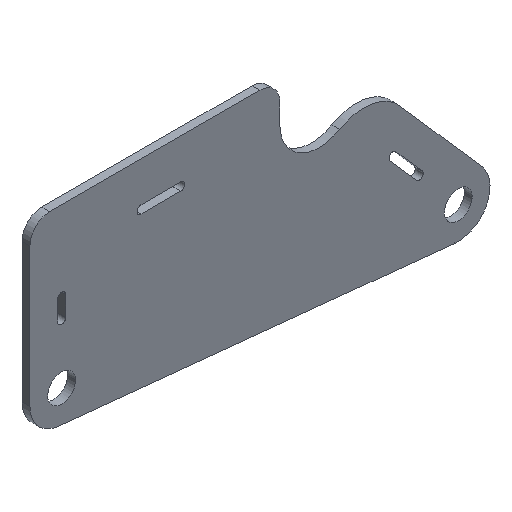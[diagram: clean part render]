
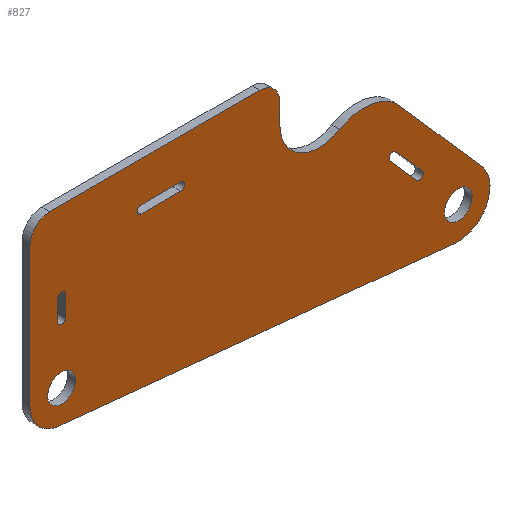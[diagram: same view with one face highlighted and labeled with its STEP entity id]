
A CAD part, isometric view. The second image highlights one B-rep face of the part: STEP entity #827.
In plain terms, the highlighted planar face has unit normal (0, -1, 0).
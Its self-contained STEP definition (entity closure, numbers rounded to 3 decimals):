
#61=CARTESIAN_POINT('Vertex',(-13.,0.,55.)) ;
#66=CARTESIAN_POINT('Axis2P3D Location',(-8.,0.,55.)) ;
#70=CARTESIAN_POINT('Vertex',(-8.,0.,60.)) ;
#97=CARTESIAN_POINT('Line Origine',(18.5,0.,60.)) ;
#101=CARTESIAN_POINT('Vertex',(45.,0.,60.)) ;
#128=CARTESIAN_POINT('Axis2P3D Location',(45.,0.,55.)) ;
#132=CARTESIAN_POINT('Vertex',(50.,0.,55.)) ;
#159=CARTESIAN_POINT('Line Origine',(50.,0.,52.5)) ;
#163=CARTESIAN_POINT('Vertex',(50.,0.,50.)) ;
#190=CARTESIAN_POINT('Axis2P3D Location',(60.,0.,50.)) ;
#194=CARTESIAN_POINT('Vertex',(65.107,0.,41.402)) ;
#221=CARTESIAN_POINT('Axis2P3D Location',(71.235,0.,31.085)) ;
#225=CARTESIAN_POINT('Vertex',(80.266,0.,38.987)) ;
#252=CARTESIAN_POINT('Line Origine',(90.643,0.,27.128)) ;
#256=CARTESIAN_POINT('Vertex',(101.021,0.,15.268)) ;
#283=CARTESIAN_POINT('Axis2P3D Location',(95.,0.,10.)) ;
#287=CARTESIAN_POINT('Vertex',(94.204,0.,2.04)) ;
#314=CARTESIAN_POINT('Line Origine',(44.204,0.,7.04)) ;
#318=CARTESIAN_POINT('Vertex',(-5.796,0.,12.04)) ;
#345=CARTESIAN_POINT('Axis2P3D Location',(-5.,0.,20.)) ;
#349=CARTESIAN_POINT('Vertex',(-13.,0.,20.)) ;
#376=CARTESIAN_POINT('Line Origine',(-13.,0.,37.5)) ;
#411=CARTESIAN_POINT('Vertex',(-1.5,0.,20.)) ;
#414=CARTESIAN_POINT('Axis2P3D Location',(-5.,0.,20.)) ;
#418=CARTESIAN_POINT('Vertex',(-8.5,0.,20.)) ;
#438=CARTESIAN_POINT('Axis2P3D Location',(-5.,0.,20.)) ;
#468=CARTESIAN_POINT('Vertex',(91.5,0.,10.)) ;
#471=CARTESIAN_POINT('Axis2P3D Location',(95.,0.,10.)) ;
#475=CARTESIAN_POINT('Vertex',(98.5,0.,10.)) ;
#495=CARTESIAN_POINT('Axis2P3D Location',(95.,0.,10.)) ;
#518=CARTESIAN_POINT('Vertex',(-6.,0.,39.899)) ;
#532=CARTESIAN_POINT('Vertex',(-4.,0.,39.899)) ;
#535=CARTESIAN_POINT('Axis2P3D Location',(-5.,0.,39.899)) ;
#558=CARTESIAN_POINT('Vertex',(-6.,0.,34.899)) ;
#566=CARTESIAN_POINT('Line Origine',(-6.,0.,37.399)) ;
#594=CARTESIAN_POINT('Vertex',(-4.,0.,34.899)) ;
#597=CARTESIAN_POINT('Line Origine',(-4.,0.,37.399)) ;
#619=CARTESIAN_POINT('Axis2P3D Location',(-5.,0.,34.899)) ;
#642=CARTESIAN_POINT('Vertex',(25.,0.,50.)) ;
#656=CARTESIAN_POINT('Vertex',(25.,0.,48.)) ;
#659=CARTESIAN_POINT('Axis2P3D Location',(25.,0.,49.)) ;
#682=CARTESIAN_POINT('Vertex',(15.,0.,50.)) ;
#690=CARTESIAN_POINT('Line Origine',(20.,0.,50.)) ;
#718=CARTESIAN_POINT('Vertex',(15.,0.,48.)) ;
#721=CARTESIAN_POINT('Line Origine',(20.,0.,48.)) ;
#743=CARTESIAN_POINT('Axis2P3D Location',(15.,0.,49.)) ;
#755=CARTESIAN_POINT('Axis2P3D Location',(0.,0.,0.)) ;
#773=CARTESIAN_POINT('Line Origine',(82.582,0.,25.71)) ;
#777=CARTESIAN_POINT('Vertex',(79.29,0.,29.473)) ;
#779=CARTESIAN_POINT('Vertex',(85.875,0.,21.947)) ;
#782=CARTESIAN_POINT('Axis2P3D Location',(85.122,0.,21.289)) ;
#786=CARTESIAN_POINT('Vertex',(84.37,0.,20.63)) ;
#789=CARTESIAN_POINT('Line Origine',(81.077,0.,24.393)) ;
#793=CARTESIAN_POINT('Vertex',(77.785,0.,28.156)) ;
#796=CARTESIAN_POINT('Axis2P3D Location',(78.537,0.,28.814)) ;
#67=DIRECTION('Axis2P3D Direction',(0.,1.,0.)) ;
#98=DIRECTION('Vector Direction',(-1.,0.,0.)) ;
#129=DIRECTION('Axis2P3D Direction',(0.,1.,0.)) ;
#160=DIRECTION('Vector Direction',(0.,0.,1.)) ;
#191=DIRECTION('Axis2P3D Direction',(0.,1.,0.)) ;
#222=DIRECTION('Axis2P3D Direction',(0.,1.,0.)) ;
#253=DIRECTION('Vector Direction',(-0.659,0.,0.753)) ;
#284=DIRECTION('Axis2P3D Direction',(0.,1.,0.)) ;
#315=DIRECTION('Vector Direction',(0.995,0.,-0.1)) ;
#346=DIRECTION('Axis2P3D Direction',(0.,1.,0.)) ;
#377=DIRECTION('Vector Direction',(0.,0.,-1.)) ;
#415=DIRECTION('Axis2P3D Direction',(0.,1.,0.)) ;
#439=DIRECTION('Axis2P3D Direction',(0.,1.,0.)) ;
#472=DIRECTION('Axis2P3D Direction',(0.,1.,0.)) ;
#496=DIRECTION('Axis2P3D Direction',(0.,1.,0.)) ;
#536=DIRECTION('Axis2P3D Direction',(0.,1.,-0.)) ;
#567=DIRECTION('Vector Direction',(0.,0.,-1.)) ;
#598=DIRECTION('Vector Direction',(0.,0.,1.)) ;
#620=DIRECTION('Axis2P3D Direction',(0.,1.,-0.)) ;
#660=DIRECTION('Axis2P3D Direction',(0.,1.,-0.)) ;
#691=DIRECTION('Vector Direction',(-1.,0.,0.)) ;
#722=DIRECTION('Vector Direction',(1.,0.,0.)) ;
#744=DIRECTION('Axis2P3D Direction',(0.,1.,-0.)) ;
#756=DIRECTION('Axis2P3D Direction',(0.,1.,-0.)) ;
#757=DIRECTION('Axis2P3D XDirection',(-1.,0.,0.)) ;
#774=DIRECTION('Vector Direction',(-0.659,0.,0.753)) ;
#783=DIRECTION('Axis2P3D Direction',(0.,1.,-0.)) ;
#790=DIRECTION('Vector Direction',(0.659,0.,-0.753)) ;
#797=DIRECTION('Axis2P3D Direction',(0.,1.,-0.)) ;
#68=AXIS2_PLACEMENT_3D('Circle Axis2P3D',#66,#67,$) ;
#130=AXIS2_PLACEMENT_3D('Circle Axis2P3D',#128,#129,$) ;
#192=AXIS2_PLACEMENT_3D('Circle Axis2P3D',#190,#191,$) ;
#223=AXIS2_PLACEMENT_3D('Circle Axis2P3D',#221,#222,$) ;
#285=AXIS2_PLACEMENT_3D('Circle Axis2P3D',#283,#284,$) ;
#347=AXIS2_PLACEMENT_3D('Circle Axis2P3D',#345,#346,$) ;
#416=AXIS2_PLACEMENT_3D('Circle Axis2P3D',#414,#415,$) ;
#440=AXIS2_PLACEMENT_3D('Circle Axis2P3D',#438,#439,$) ;
#473=AXIS2_PLACEMENT_3D('Circle Axis2P3D',#471,#472,$) ;
#497=AXIS2_PLACEMENT_3D('Circle Axis2P3D',#495,#496,$) ;
#537=AXIS2_PLACEMENT_3D('Circle Axis2P3D',#535,#536,$) ;
#621=AXIS2_PLACEMENT_3D('Circle Axis2P3D',#619,#620,$) ;
#661=AXIS2_PLACEMENT_3D('Circle Axis2P3D',#659,#660,$) ;
#745=AXIS2_PLACEMENT_3D('Circle Axis2P3D',#743,#744,$) ;
#758=AXIS2_PLACEMENT_3D('Plane Axis2P3D',#755,#756,#757) ;
#784=AXIS2_PLACEMENT_3D('Circle Axis2P3D',#782,#783,$) ;
#798=AXIS2_PLACEMENT_3D('Circle Axis2P3D',#796,#797,$) ;
#761=ORIENTED_EDGE('',*,*,#380,.F.) ;
#762=ORIENTED_EDGE('',*,*,#351,.F.) ;
#763=ORIENTED_EDGE('',*,*,#320,.F.) ;
#764=ORIENTED_EDGE('',*,*,#289,.F.) ;
#765=ORIENTED_EDGE('',*,*,#258,.F.) ;
#766=ORIENTED_EDGE('',*,*,#227,.F.) ;
#767=ORIENTED_EDGE('',*,*,#196,.F.) ;
#768=ORIENTED_EDGE('',*,*,#165,.F.) ;
#769=ORIENTED_EDGE('',*,*,#134,.F.) ;
#770=ORIENTED_EDGE('',*,*,#103,.F.) ;
#771=ORIENTED_EDGE('',*,*,#72,.F.) ;
#802=ORIENTED_EDGE('',*,*,#781,.T.) ;
#803=ORIENTED_EDGE('',*,*,#788,.T.) ;
#804=ORIENTED_EDGE('',*,*,#795,.T.) ;
#805=ORIENTED_EDGE('',*,*,#800,.T.) ;
#808=ORIENTED_EDGE('',*,*,#442,.T.) ;
#809=ORIENTED_EDGE('',*,*,#420,.T.) ;
#812=ORIENTED_EDGE('',*,*,#499,.T.) ;
#813=ORIENTED_EDGE('',*,*,#477,.T.) ;
#816=ORIENTED_EDGE('',*,*,#694,.T.) ;
#817=ORIENTED_EDGE('',*,*,#663,.T.) ;
#818=ORIENTED_EDGE('',*,*,#725,.T.) ;
#819=ORIENTED_EDGE('',*,*,#747,.T.) ;
#822=ORIENTED_EDGE('',*,*,#570,.T.) ;
#823=ORIENTED_EDGE('',*,*,#539,.T.) ;
#824=ORIENTED_EDGE('',*,*,#601,.T.) ;
#825=ORIENTED_EDGE('',*,*,#623,.T.) ;
#806=FACE_BOUND('',#801,.T.) ;
#810=FACE_BOUND('',#807,.T.) ;
#814=FACE_BOUND('',#811,.T.) ;
#820=FACE_BOUND('',#815,.T.) ;
#826=FACE_BOUND('',#821,.T.) ;
#99=VECTOR('Line Direction',#98,1.) ;
#161=VECTOR('Line Direction',#160,1.) ;
#254=VECTOR('Line Direction',#253,1.) ;
#316=VECTOR('Line Direction',#315,1.) ;
#378=VECTOR('Line Direction',#377,1.) ;
#568=VECTOR('Line Direction',#567,1.) ;
#599=VECTOR('Line Direction',#598,1.) ;
#692=VECTOR('Line Direction',#691,1.) ;
#723=VECTOR('Line Direction',#722,1.) ;
#775=VECTOR('Line Direction',#774,1.) ;
#791=VECTOR('Line Direction',#790,1.) ;
#827=ADVANCED_FACE('Corps principal',(#772,#806,#810,#814,#820,#826),#759,.F.) ;
#69=CIRCLE('generated circle',#68,5.) ;
#131=CIRCLE('generated circle',#130,5.) ;
#193=CIRCLE('generated circle',#192,10.) ;
#224=CIRCLE('generated circle',#223,12.) ;
#286=CIRCLE('generated circle',#285,8.) ;
#348=CIRCLE('generated circle',#347,8.) ;
#417=CIRCLE('generated circle',#416,3.5) ;
#441=CIRCLE('generated circle',#440,3.5) ;
#474=CIRCLE('generated circle',#473,3.5) ;
#498=CIRCLE('generated circle',#497,3.5) ;
#538=CIRCLE('generated circle',#537,1.) ;
#622=CIRCLE('generated circle',#621,1.) ;
#662=CIRCLE('generated circle',#661,1.) ;
#746=CIRCLE('generated circle',#745,1.) ;
#785=CIRCLE('generated circle',#784,1.) ;
#799=CIRCLE('generated circle',#798,1.) ;
#72=EDGE_CURVE('',#62,#71,#69,.T.) ;
#103=EDGE_CURVE('',#71,#102,#100,.F.) ;
#134=EDGE_CURVE('',#102,#133,#131,.T.) ;
#165=EDGE_CURVE('',#133,#164,#162,.F.) ;
#196=EDGE_CURVE('',#164,#195,#193,.F.) ;
#227=EDGE_CURVE('',#195,#226,#224,.T.) ;
#258=EDGE_CURVE('',#226,#257,#255,.F.) ;
#289=EDGE_CURVE('',#257,#288,#286,.T.) ;
#320=EDGE_CURVE('',#288,#319,#317,.F.) ;
#351=EDGE_CURVE('',#319,#350,#348,.T.) ;
#380=EDGE_CURVE('',#350,#62,#379,.F.) ;
#420=EDGE_CURVE('',#419,#412,#417,.T.) ;
#442=EDGE_CURVE('',#412,#419,#441,.T.) ;
#477=EDGE_CURVE('',#476,#469,#474,.T.) ;
#499=EDGE_CURVE('',#469,#476,#498,.T.) ;
#539=EDGE_CURVE('',#519,#533,#538,.T.) ;
#570=EDGE_CURVE('',#559,#519,#569,.F.) ;
#601=EDGE_CURVE('',#533,#595,#600,.F.) ;
#623=EDGE_CURVE('',#595,#559,#622,.T.) ;
#663=EDGE_CURVE('',#643,#657,#662,.T.) ;
#694=EDGE_CURVE('',#683,#643,#693,.F.) ;
#725=EDGE_CURVE('',#657,#719,#724,.F.) ;
#747=EDGE_CURVE('',#719,#683,#746,.T.) ;
#781=EDGE_CURVE('',#778,#780,#776,.F.) ;
#788=EDGE_CURVE('',#780,#787,#785,.T.) ;
#795=EDGE_CURVE('',#787,#794,#792,.F.) ;
#800=EDGE_CURVE('',#794,#778,#799,.T.) ;
#760=EDGE_LOOP('',(#761,#762,#763,#764,#765,#766,#767,#768,#769,#770,#771)) ;
#801=EDGE_LOOP('',(#802,#803,#804,#805)) ;
#807=EDGE_LOOP('',(#808,#809)) ;
#811=EDGE_LOOP('',(#812,#813)) ;
#815=EDGE_LOOP('',(#816,#817,#818,#819)) ;
#821=EDGE_LOOP('',(#822,#823,#824,#825)) ;
#772=FACE_OUTER_BOUND('',#760,.T.) ;
#100=LINE('Line',#97,#99) ;
#162=LINE('Line',#159,#161) ;
#255=LINE('Line',#252,#254) ;
#317=LINE('Line',#314,#316) ;
#379=LINE('Line',#376,#378) ;
#569=LINE('Line',#566,#568) ;
#600=LINE('Line',#597,#599) ;
#693=LINE('Line',#690,#692) ;
#724=LINE('Line',#721,#723) ;
#776=LINE('Line',#773,#775) ;
#792=LINE('Line',#789,#791) ;
#759=PLANE('Plane',#758) ;
#62=VERTEX_POINT('',#61) ;
#71=VERTEX_POINT('',#70) ;
#102=VERTEX_POINT('',#101) ;
#133=VERTEX_POINT('',#132) ;
#164=VERTEX_POINT('',#163) ;
#195=VERTEX_POINT('',#194) ;
#226=VERTEX_POINT('',#225) ;
#257=VERTEX_POINT('',#256) ;
#288=VERTEX_POINT('',#287) ;
#319=VERTEX_POINT('',#318) ;
#350=VERTEX_POINT('',#349) ;
#412=VERTEX_POINT('',#411) ;
#419=VERTEX_POINT('',#418) ;
#469=VERTEX_POINT('',#468) ;
#476=VERTEX_POINT('',#475) ;
#519=VERTEX_POINT('',#518) ;
#533=VERTEX_POINT('',#532) ;
#559=VERTEX_POINT('',#558) ;
#595=VERTEX_POINT('',#594) ;
#643=VERTEX_POINT('',#642) ;
#657=VERTEX_POINT('',#656) ;
#683=VERTEX_POINT('',#682) ;
#719=VERTEX_POINT('',#718) ;
#778=VERTEX_POINT('',#777) ;
#780=VERTEX_POINT('',#779) ;
#787=VERTEX_POINT('',#786) ;
#794=VERTEX_POINT('',#793) ;
